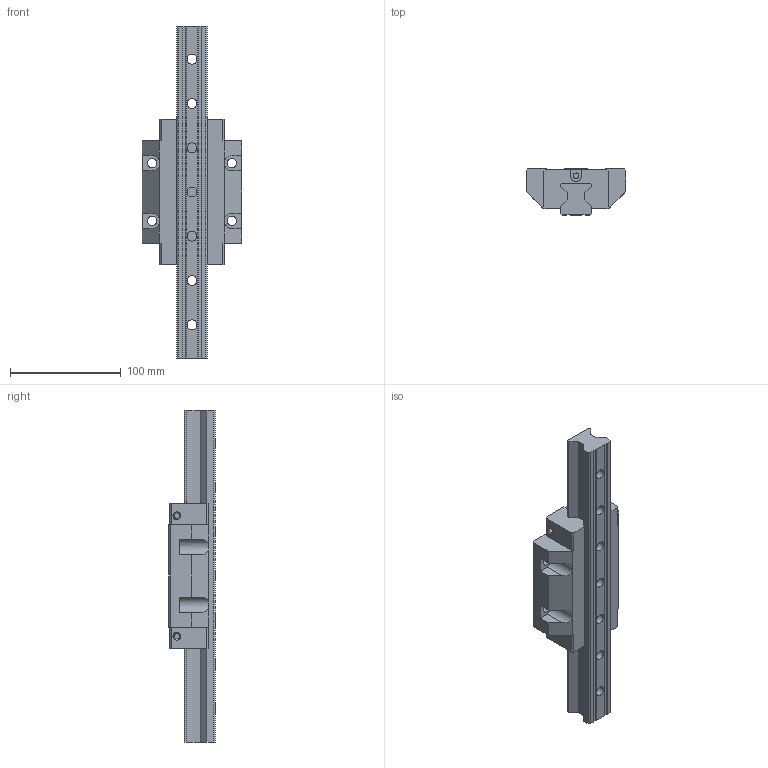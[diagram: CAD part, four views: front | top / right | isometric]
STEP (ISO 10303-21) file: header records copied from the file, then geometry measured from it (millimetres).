
FILE_DESCRIPTION((''),'2;1');
FILE_NAME('RGW30HC_ASM','2006-08-29T',('vincent'),(''),'PRO/ENGINEER BY PARAMETRIC TECHNOLOGY CORPORATION, 2004360','PRO/ENGINEER BY PARAMETRIC TECHNOLOGY CORPORATION, 2004360','');
FILE_SCHEMA(('CONFIG_CONTROL_DESIGN'));
Length unit declared in the file: millimetre
Products named in the file (3): RGW30HC_BLOCK; RGR30_RAIL; RGW30HC_ASM
Assembly tree (2 placements, depth 2):
  RGW30HC_ASM
    RGW30HC_BLOCK
    RGR30_RAIL
Bounding box: 90 x 42 x 300 mm (x, y, z)
Volume: 445016.5 mm3; surface area: 88189.2 mm2
Topology: 2 solids, 2 shells, 211 faces, 546 edges, 356 vertices
Faces by surface type: plane 125, cylinder 66, cone 20
Entity records: 6593 total; most frequent: CARTESIAN_POINT 1162, DIRECTION 1122, ORIENTED_EDGE 1092, EDGE_CURVE 546, VECTOR 386, LINE 386, AXIS2_PLACEMENT_3D 368, VERTEX_POINT 356
